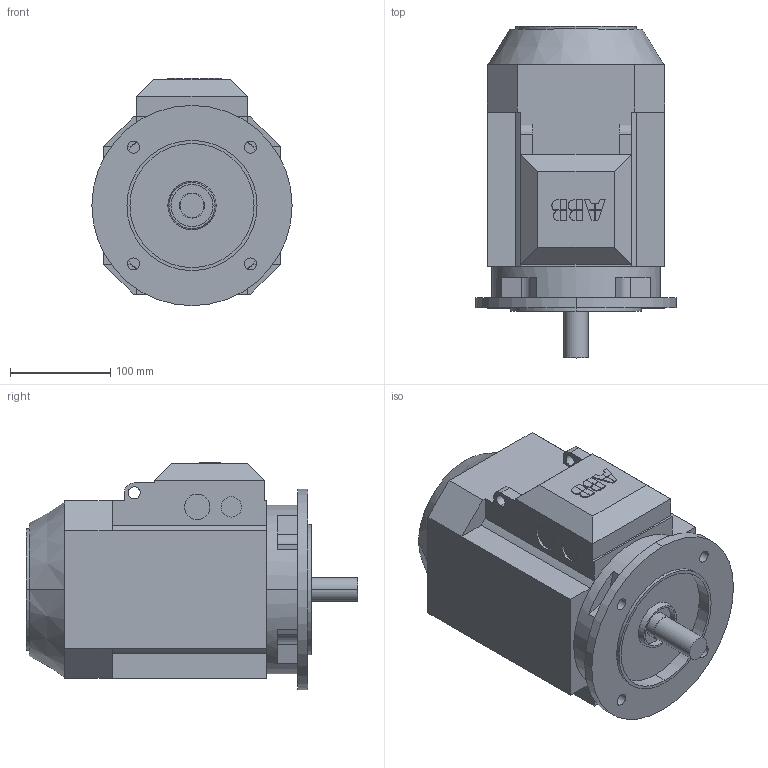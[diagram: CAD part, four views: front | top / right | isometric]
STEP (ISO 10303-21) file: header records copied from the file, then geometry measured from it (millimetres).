
FILE_DESCRIPTION(/* description */ (''),/* implementation_level */ '2;1');
FILE_NAME(/* name */ 'M3AA IE2 90LD B5.stp',/* time_stamp */ '2015-06-29T12:44:21+02:00',/* author */ (''),/* organization */ (''),/* preprocessor_version */ 'ST-DEVELOPER v14',/* originating_system */ 'SIEMENS PLM Software NX 8.0',/* authorisation */ '');
FILE_SCHEMA (('AUTOMOTIVE_DESIGN { 1 0 10303 214 3 1 1 1 }'));
Length unit declared in the file: millimetre
Products named in the file (1): CAD 3D Drw. M3AA 90LD, IM B5 _E gener._. New design._igs
Bounding box: 200 x 331.5 x 227 mm (x, y, z)
Volume: 7611530 mm3; surface area: 281057.6 mm2
Topology: 1 solids, 1 shells, 182 faces, 458 edges, 304 vertices
Faces by surface type: plane 122, cylinder 46, bspline 10, cone 4
Entity records: 5540 total; most frequent: CARTESIAN_POINT 1065, ORIENTED_EDGE 916, DIRECTION 896, EDGE_CURVE 458, LINE 326, VECTOR 326, VERTEX_POINT 304, AXIS2_PLACEMENT_3D 285
